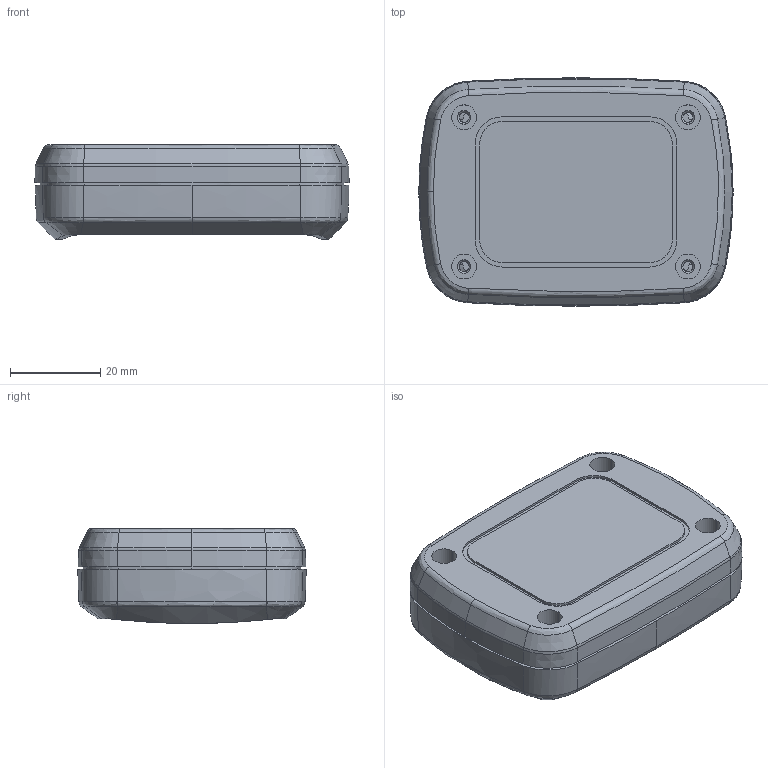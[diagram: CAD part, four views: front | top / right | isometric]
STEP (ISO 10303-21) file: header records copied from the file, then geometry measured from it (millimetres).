
FILE_DESCRIPTION (( 'STEP AP214' ), '1' );
FILE_NAME ('1906.STEP', '2015-08-19T01:44:35', ( 'AsusUser' ), ( '' ), 'SwSTEP 2.0', 'SolidWorks 2014', '' );
FILE_SCHEMA (( 'AUTOMOTIVE_DESIGN' ));
Length unit declared in the file: millimetre
Products named in the file (1): 1906
Bounding box: 69.5 x 50.51 x 21 mm (x, y, z)
Volume: 20696.2 mm3; surface area: 21805.9 mm2
Topology: 2 solids, 2 shells, 267 faces, 666 edges, 421 vertices
Faces by surface type: cylinder 96, bspline 74, plane 55, cone 42
Entity records: 11416 total; most frequent: CARTESIAN_POINT 5437, ORIENTED_EDGE 1332, DIRECTION 1102, EDGE_CURVE 666, AXIS2_PLACEMENT_3D 439, VERTEX_POINT 421, EDGE_LOOP 293, FACE_OUTER_BOUND 267
